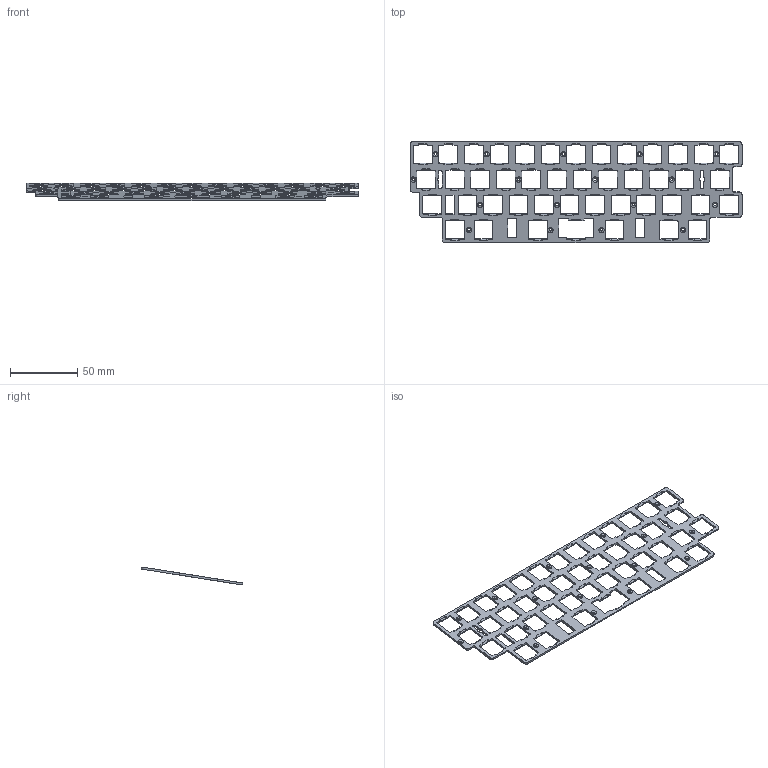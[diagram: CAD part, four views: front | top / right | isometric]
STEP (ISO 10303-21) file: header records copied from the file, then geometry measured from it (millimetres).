
FILE_DESCRIPTION(/* description */ (''),/* implementation_level */ '2;1');
FILE_NAME(/* name */ 'Agar mini ec plate.step',/* time_stamp */ '2025-07-14T20:11:54+08:00',/* author */ (''),/* organization */ (''),/* preprocessor_version */ 'ST-DEVELOPER v20.1',/* originating_system */ 'Autodesk Translation Framework v14.10.0.0',/* authorisation */ '');
FILE_SCHEMA (('AUTOMOTIVE_DESIGN { 1 0 10303 214 3 1 1 }'));
Length unit declared in the file: millimetre
Products named in the file (1): 定位板EC
Bounding box: 247.65 x 75.5 x 13.4 mm (x, y, z)
Volume: 12308.4 mm3; surface area: 21637.6 mm2
Topology: 1 solids, 1 shells, 740 faces, 2373 edges, 1635 vertices
Faces by surface type: plane 312, cylinder 235, bspline 176, cone 17
Full cylindrical faces by diameter (mm): 2 x17
Entity records: 38040 total; most frequent: CARTESIAN_POINT 17773, ORIENTED_EDGE 4746, DIRECTION 3462, EDGE_CURVE 2373, VERTEX_POINT 1635, LINE 1358, VECTOR 1358, AXIS2_PLACEMENT_3D 1052
